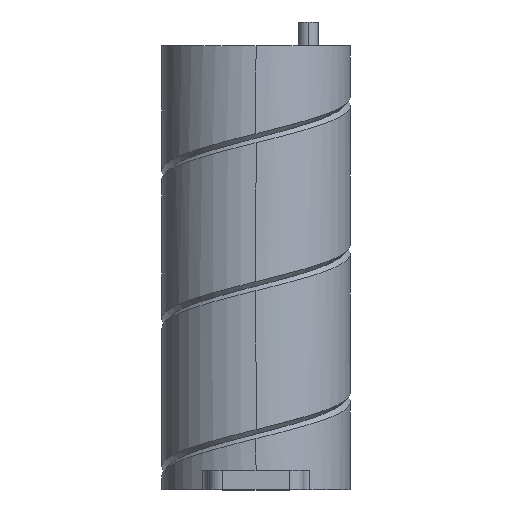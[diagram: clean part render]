
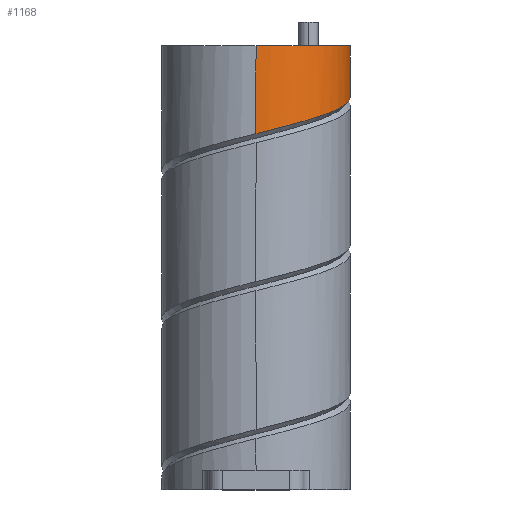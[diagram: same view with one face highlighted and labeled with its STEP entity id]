
A CAD part, top view. The second image highlights one B-rep face of the part: STEP entity #1168.
In plain terms, the highlighted cylindrical face has radius 19.75 mm (diameter 39.5 mm), a partial arc.
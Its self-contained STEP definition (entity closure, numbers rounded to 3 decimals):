
#15 = VERTEX_POINT ( 'NONE', #695 ) ;
#100 = EDGE_CURVE ( 'NONE', #1351, #3135, #470, .T. ) ;
#147 = CYLINDRICAL_SURFACE ( 'NONE', #1419, 19.75 ) ;
#257 = EDGE_CURVE ( 'NONE', #2864, #15, #3509, .T. ) ;
#435 = CARTESIAN_POINT ( 'NONE',  ( 0.111, 90.043, -19.75 ) ) ;
#450 = CARTESIAN_POINT ( 'NONE',  ( 17.214, 84.849, -9.682 ) ) ;
#453 = EDGE_CURVE ( 'NONE', #1351, #2864, #3893, .T. ) ;
#470 = LINE ( 'NONE', #680, #3952 ) ;
#531 = VECTOR ( 'NONE', #2720, 1000. ) ;
#597 = CARTESIAN_POINT ( 'NONE',  ( 0., 93., 19.75 ) ) ;
#680 = CARTESIAN_POINT ( 'NONE',  ( 0., 93., 19.75 ) ) ;
#695 = CARTESIAN_POINT ( 'NONE',  ( 0., 90.071, -19.75 ) ) ;
#927 = CARTESIAN_POINT ( 'NONE',  ( 11.948, 77.745, 15.94 ) ) ;
#988 = CARTESIAN_POINT ( 'NONE',  ( 19.249, 93., 5.139 ) ) ;
#1008 = ORIENTED_EDGE ( 'NONE', *, *, #257, .F. ) ;
#1014 = EDGE_CURVE ( 'NONE', #15, #3135, #2934, .T. ) ;
#1041 = CARTESIAN_POINT ( 'NONE',  ( 2.619, 93., -19.75 ) ) ;
#1162 = CARTESIAN_POINT ( 'NONE',  ( 0., 93., 19.75 ) ) ;
#1168 = ADVANCED_FACE ( 'NONE', ( #3894 ), #147, .T. ) ;
#1190 = CARTESIAN_POINT ( 'NONE',  ( 19.778, 82.911, -2.377 ) ) ;
#1230 = CARTESIAN_POINT ( 'NONE',  ( 4.896, 75.807, 19.133 ) ) ;
#1266 = CARTESIAN_POINT ( 'NONE',  ( 0., 74.571, 19.75 ) ) ;
#1341 = CARTESIAN_POINT ( 'NONE',  ( 17.245, 93., -9.977 ) ) ;
#1351 = VERTEX_POINT ( 'NONE', #1162 ) ;
#1419 = AXIS2_PLACEMENT_3D ( 'NONE', #3712, #2295, #2655 ) ;
#1456 = DIRECTION ( 'NONE',  ( 0., -1., 0. ) ) ;
#1509 = CARTESIAN_POINT ( 'NONE',  ( 2.822, 89.37, -19.719 ) ) ;
#1629 = CARTESIAN_POINT ( 'NONE',  ( 15.666, 79.036, 12.304 ) ) ;
#1746 = CARTESIAN_POINT ( 'NONE',  ( 19.249, 93., -5.139 ) ) ;
#1987 = CARTESIAN_POINT ( 'NONE',  ( 2.487, 75.19, 19.75 ) ) ;
#2071 = CARTESIAN_POINT ( 'NONE',  ( 19.75, 93., -2.619 ) ) ;
#2079 = ORIENTED_EDGE ( 'NONE', *, *, #1014, .F. ) ;
#2088 = EDGE_LOOP ( 'NONE', ( #2481, #2644, #2079, #1008 ) ) ;
#2089 = CARTESIAN_POINT ( 'NONE',  ( 15.817, 93., 12.114 ) ) ;
#2161 = CARTESIAN_POINT ( 'NONE',  ( 0., 74.571, 19.75 ) ) ;
#2222 = CARTESIAN_POINT ( 'NONE',  ( 5.326, 88.724, -19.018 ) ) ;
#2280 = CARTESIAN_POINT ( 'NONE',  ( 0.222, 90.016, -19.749 ) ) ;
#2295 = DIRECTION ( 'NONE',  ( 0., -1., 0. ) ) ;
#2403 = CARTESIAN_POINT ( 'NONE',  ( 5.139, 93., 19.249 ) ) ;
#2418 = CARTESIAN_POINT ( 'NONE',  ( 9.977, 93., 17.245 ) ) ;
#2435 = CARTESIAN_POINT ( 'NONE',  ( 19.75, 93., 2.619 ) ) ;
#2470 = CARTESIAN_POINT ( 'NONE',  ( 2.619, 93., 19.75 ) ) ;
#2481 = ORIENTED_EDGE ( 'NONE', *, *, #453, .F. ) ;
#2644 = ORIENTED_EDGE ( 'NONE', *, *, #100, .T. ) ;
#2655 = DIRECTION ( 'NONE',  ( 0., 0., -1. ) ) ;
#2720 = DIRECTION ( 'NONE',  ( 0., -1., 0. ) ) ;
#2864 = VERTEX_POINT ( 'NONE', #3176 ) ;
#2934 =( BOUNDED_CURVE ( )  B_SPLINE_CURVE ( 2, ( #3643, #435, #2280, #1509, #2222, #2945, #4001, #2959, #3310, #4373, #450, #2974, #3325, #1190, #4028, #4057, #4089, #4104, #3074, #1629, #3730, #927, #3036, #3763, #1230, #1987, #1266 ),
 .UNSPECIFIED., .F., .T. ) 
 B_SPLINE_CURVE_WITH_KNOTS ( ( 3, 2, 2, 2, 2, 2, 2, 2, 2, 2, 2, 2, 2, 3 ),
 ( 0.032, 0.032, 0.046, 0.06, 0.074, 0.088, 0.102, 0.115, 0.129, 0.143, 0.157, 0.171, 0.185, 0.198 ),
 .UNSPECIFIED. ) 
 CURVE ( )  GEOMETRIC_REPRESENTATION_ITEM ( )  RATIONAL_B_SPLINE_CURVE ( ( 0.999, 1., 1., 0.991, 1., 0.991, 1., 0.991, 1., 0.991, 1., 0.991, 1., 0.991, 1., 0.991, 1., 0.991, 1., 0.991, 1., 0.991, 1., 0.991, 1., 0.992, 0.999 ) ) 
 REPRESENTATION_ITEM ( '' )  );
#2945 = CARTESIAN_POINT ( 'NONE',  ( 7.83, 88.078, -18.317 ) ) ;
#2959 = CARTESIAN_POINT ( 'NONE',  ( 12.304, 86.786, -15.666 ) ) ;
#2974 = CARTESIAN_POINT ( 'NONE',  ( 18.489, 84.203, -7.415 ) ) ;
#3036 = CARTESIAN_POINT ( 'NONE',  ( 9.682, 77.099, 17.214 ) ) ;
#3074 = CARTESIAN_POINT ( 'NONE',  ( 16.992, 79.682, 10.067 ) ) ;
#3087 = CARTESIAN_POINT ( 'NONE',  ( 0., 93., -19.75 ) ) ;
#3116 = CARTESIAN_POINT ( 'NONE',  ( 0., 93., -19.75 ) ) ;
#3135 = VERTEX_POINT ( 'NONE', #2161 ) ;
#3149 = CARTESIAN_POINT ( 'NONE',  ( 12.114, 93., 15.817 ) ) ;
#3176 = CARTESIAN_POINT ( 'NONE',  ( 0., 93., -19.75 ) ) ;
#3182 = CARTESIAN_POINT ( 'NONE',  ( 9.977, 93., -17.244 ) ) ;
#3310 = CARTESIAN_POINT ( 'NONE',  ( 14.122, 86.141, -13.807 ) ) ;
#3325 = CARTESIAN_POINT ( 'NONE',  ( 19.133, 83.557, -4.896 ) ) ;
#3471 = CARTESIAN_POINT ( 'NONE',  ( 17.244, 93., 9.977 ) ) ;
#3509 = LINE ( 'NONE', #3087, #531 ) ;
#3643 = CARTESIAN_POINT ( 'NONE',  ( 0., 90.071, -19.75 ) ) ;
#3712 = CARTESIAN_POINT ( 'NONE',  ( 0., 93., 0. ) ) ;
#3730 = CARTESIAN_POINT ( 'NONE',  ( 13.807, 78.391, 14.122 ) ) ;
#3763 = CARTESIAN_POINT ( 'NONE',  ( 7.415, 76.453, 18.489 ) ) ;
#3884 = CARTESIAN_POINT ( 'NONE',  ( 5.139, 93., -19.249 ) ) ;
#3893 = B_SPLINE_CURVE_WITH_KNOTS ( 'NONE', 3,
 ( #597, #2470, #2403, #2418, #3149, #2089, #3471, #988, #2435, #2071, #1746, #1341, #4545, #4222, #3182, #3884, #1041, #3116 ),
 .UNSPECIFIED., .F., .F.,
 ( 4, 2, 2, 2, 2, 2, 2, 2, 4 ),
 ( 0., 0.063, 0.125, 0.187, 0.25, 0.312, 0.375, 0.438, 0.5 ),
 .UNSPECIFIED. ) ;
#3894 = FACE_OUTER_BOUND ( 'NONE', #2088, .T. ) ;
#3952 = VECTOR ( 'NONE', #1456, 1000. ) ;
#4001 = CARTESIAN_POINT ( 'NONE',  ( 10.067, 87.432, -16.992 ) ) ;
#4028 = CARTESIAN_POINT ( 'NONE',  ( 19.749, 82.266, 0.222 ) ) ;
#4057 = CARTESIAN_POINT ( 'NONE',  ( 19.719, 81.62, 2.822 ) ) ;
#4089 = CARTESIAN_POINT ( 'NONE',  ( 19.018, 80.974, 5.326 ) ) ;
#4104 = CARTESIAN_POINT ( 'NONE',  ( 18.317, 80.328, 7.83 ) ) ;
#4222 = CARTESIAN_POINT ( 'NONE',  ( 12.114, 93., -15.817 ) ) ;
#4373 = CARTESIAN_POINT ( 'NONE',  ( 15.94, 85.495, -11.948 ) ) ;
#4545 = CARTESIAN_POINT ( 'NONE',  ( 15.817, 93., -12.114 ) ) ;
